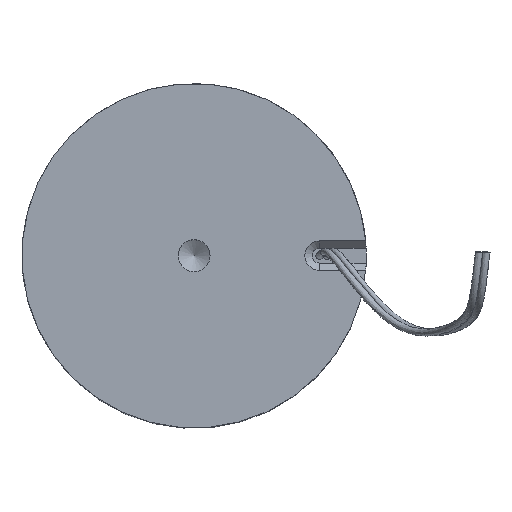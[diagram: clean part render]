
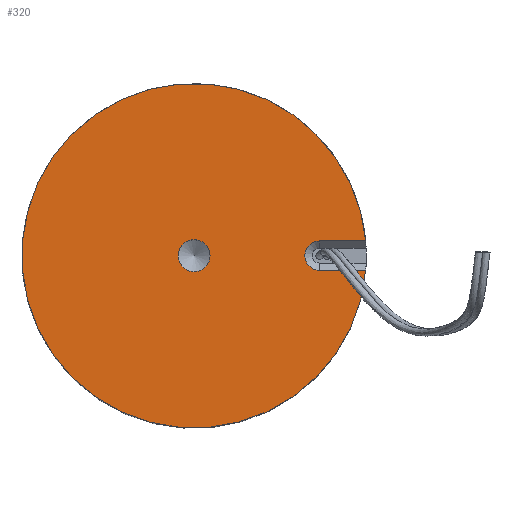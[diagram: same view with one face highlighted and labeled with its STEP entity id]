
A CAD part, top view. The second image highlights one B-rep face of the part: STEP entity #320.
In plain terms, the highlighted planar face has unit normal (0, 0, 1).
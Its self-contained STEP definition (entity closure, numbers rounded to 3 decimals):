
#32=FACE_BOUND('',#100,.T.);
#54=CIRCLE('',#353,1.5);
#55=CIRCLE('',#357,17.5);
#56=CIRCLE('',#358,1.621);
#75=FACE_OUTER_BOUND('',#99,.T.);
#99=EDGE_LOOP('',(#236,#237,#238,#239));
#100=EDGE_LOOP('',(#240));
#132=LINE('',#499,#139);
#137=LINE('',#514,#144);
#139=VECTOR('',#400,10.);
#144=VECTOR('',#415,10.);
#156=VERTEX_POINT('',#496);
#157=VERTEX_POINT('',#498);
#159=VERTEX_POINT('',#504);
#161=VERTEX_POINT('',#510);
#163=VERTEX_POINT('',#517);
#185=EDGE_CURVE('',#156,#157,#132,.T.);
#190=EDGE_CURVE('',#157,#159,#54,.T.);
#193=EDGE_CURVE('',#159,#161,#137,.T.);
#194=EDGE_CURVE('',#161,#156,#55,.T.);
#195=EDGE_CURVE('',#163,#163,#56,.T.);
#236=ORIENTED_EDGE('',*,*,#193,.F.);
#237=ORIENTED_EDGE('',*,*,#190,.F.);
#238=ORIENTED_EDGE('',*,*,#185,.F.);
#239=ORIENTED_EDGE('',*,*,#194,.F.);
#240=ORIENTED_EDGE('',*,*,#195,.T.);
#308=PLANE('',#356);
#320=ADVANCED_FACE('',(#75,#32),#308,.F.);
#353=AXIS2_PLACEMENT_3D('',#508,#408,#409);
#356=AXIS2_PLACEMENT_3D('',#515,#416,#417);
#357=AXIS2_PLACEMENT_3D('',#516,#418,#419);
#358=AXIS2_PLACEMENT_3D('',#518,#420,#421);
#400=DIRECTION('',(-1.,0.,0.));
#408=DIRECTION('center_axis',(0.,0.,1.));
#409=DIRECTION('ref_axis',(0.,1.,0.));
#415=DIRECTION('',(1.,0.,0.));
#416=DIRECTION('center_axis',(0.,0.,-1.));
#417=DIRECTION('ref_axis',(-1.,0.,0.));
#418=DIRECTION('center_axis',(0.,0.,-1.));
#419=DIRECTION('ref_axis',(-1.,0.,0.));
#420=DIRECTION('center_axis',(0.,0.,-1.));
#421=DIRECTION('ref_axis',(1.,0.,0.));
#496=CARTESIAN_POINT('',(17.436,1.5,28.));
#498=CARTESIAN_POINT('',(12.75,1.5,28.));
#499=CARTESIAN_POINT('',(8.742,1.5,28.));
#504=CARTESIAN_POINT('',(12.75,-1.5,28.));
#508=CARTESIAN_POINT('Origin',(12.75,0.,28.));
#510=CARTESIAN_POINT('',(17.436,-1.5,28.));
#514=CARTESIAN_POINT('',(6.375,-1.5,28.));
#515=CARTESIAN_POINT('Origin',(0.,0.,28.));
#516=CARTESIAN_POINT('Origin',(0.,0.,28.));
#517=CARTESIAN_POINT('',(1.621,0.,28.));
#518=CARTESIAN_POINT('Origin',(0.,0.,
28.));
